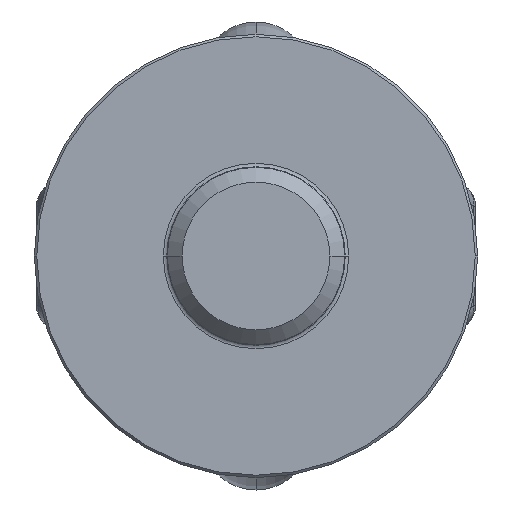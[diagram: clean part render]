
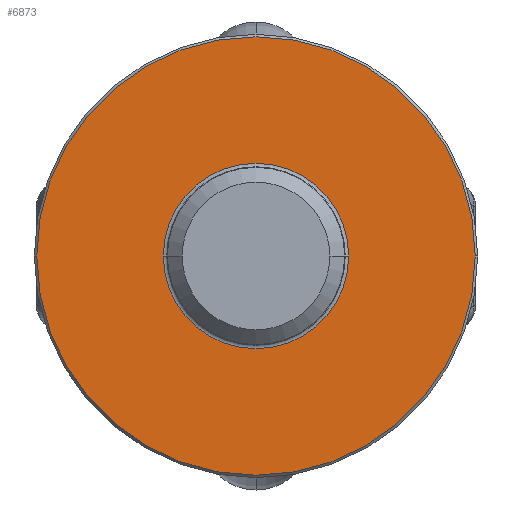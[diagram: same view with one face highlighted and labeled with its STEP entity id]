
A CAD part, front view. The second image highlights one B-rep face of the part: STEP entity #6873.
In plain terms, the highlighted planar face has unit normal (0, -1, 0).
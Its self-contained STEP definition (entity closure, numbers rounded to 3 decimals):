
#2=CARTESIAN_POINT('',(0.,0.,0.));
#3=DIRECTION('',(0.,-1.,0.));
#4=DIRECTION('',(1.,0.,0.));
#5=AXIS2_PLACEMENT_3D('',#2,#3,#4);
#7=CARTESIAN_POINT('',(0.,0.,0.));
#8=DIRECTION('',(0.,-1.,0.));
#9=DIRECTION('',(-1.,0.,0.));
#10=AXIS2_PLACEMENT_3D('',#7,#8,#9);
#12=CARTESIAN_POINT('',(0.,0.,0.));
#13=DIRECTION('',(0.,1.,0.));
#14=DIRECTION('',(1.,0.,0.));
#15=AXIS2_PLACEMENT_3D('',#12,#13,#14);
#30=CARTESIAN_POINT('',(0.,0.,0.));
#31=DIRECTION('',(0.,1.,0.));
#32=DIRECTION('',(-1.,0.,0.));
#33=AXIS2_PLACEMENT_3D('',#30,#31,#32);
#5228=CARTESIAN_POINT('',(18.814,0.,0.));
#5229=CARTESIAN_POINT('',(-18.814,0.,0.));
#5230=VERTEX_POINT('',#5228);
#5231=VERTEX_POINT('',#5229);
#5244=CARTESIAN_POINT('',(-44.5,0.,0.));
#5245=CARTESIAN_POINT('',(44.5,0.,0.));
#5246=VERTEX_POINT('',#5244);
#5247=VERTEX_POINT('',#5245);
#6856=CARTESIAN_POINT('',(0.,0.,0.));
#6857=DIRECTION('',(0.,1.,0.));
#6858=DIRECTION('',(1.,0.,0.));
#6859=AXIS2_PLACEMENT_3D('',#6856,#6857,#6858);
#6860=PLANE('',#6859);
#6862=ORIENTED_EDGE('',*,*,#6861,.T.);
#6864=ORIENTED_EDGE('',*,*,#6863,.T.);
#6865=EDGE_LOOP('',(#6862,#6864));
#6866=FACE_OUTER_BOUND('',#6865,.F.);
#6868=ORIENTED_EDGE('',*,*,#6867,.T.);
#6870=ORIENTED_EDGE('',*,*,#6869,.T.);
#6871=EDGE_LOOP('',(#6868,#6870));
#6872=FACE_BOUND('',#6871,.F.);
#6873=ADVANCED_FACE('',(#6866,#6872),#6860,.F.);
#6=CIRCLE('',#5,18.814);
#11=CIRCLE('',#10,18.814);
#16=CIRCLE('',#15,44.5);
#34=CIRCLE('',#33,44.5);
#6861=EDGE_CURVE('',#5247,#5246,#16,.T.);
#6863=EDGE_CURVE('',#5246,#5247,#34,.T.);
#6867=EDGE_CURVE('',#5230,#5231,#6,.T.);
#6869=EDGE_CURVE('',#5231,#5230,#11,.T.);
